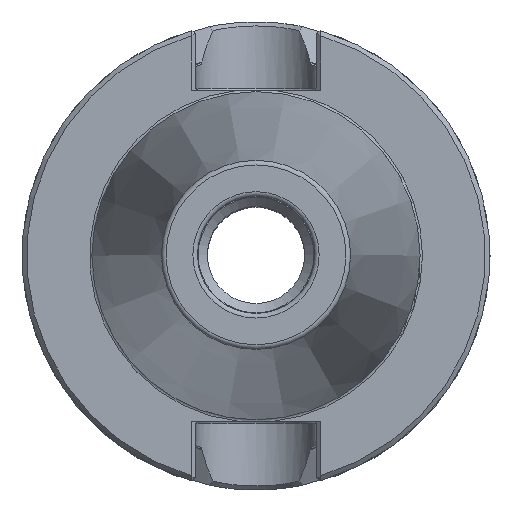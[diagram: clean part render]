
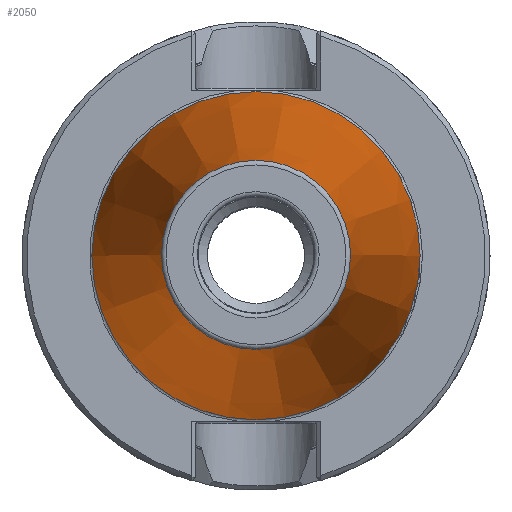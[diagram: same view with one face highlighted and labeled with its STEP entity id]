
A CAD part, top view. The second image highlights one B-rep face of the part: STEP entity #2050.
In plain terms, the highlighted conical face has half-angle 8.297 degrees and reference radius 20.204 mm.
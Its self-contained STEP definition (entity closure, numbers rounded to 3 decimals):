
#232=CONICAL_SURFACE('',#2199,20.204,0.145);
#527=ORIENTED_EDGE('',*,*,#606,.T.);
#528=ORIENTED_EDGE('',*,*,#747,.F.);
#606=EDGE_CURVE('',#786,#786,#918,.T.);
#747=EDGE_CURVE('',#879,#879,#957,.T.);
#786=VERTEX_POINT('',#2694);
#879=VERTEX_POINT('',#3213);
#918=CIRCLE('',#2100,35.065);
#957=CIRCLE('',#2198,20.204);
#1063=EDGE_LOOP('',(#527));
#1064=EDGE_LOOP('',(#528));
#1209=FACE_BOUND('',#1063,.T.);
#1210=FACE_BOUND('',#1064,.T.);
#2050=ADVANCED_FACE('',(#1209,#1210),#232,.T.);
#2100=AXIS2_PLACEMENT_3D('',#2693,#2284,#2285);
#2198=AXIS2_PLACEMENT_3D('',#3212,#2536,#2537);
#2199=AXIS2_PLACEMENT_3D('',#3214,#2538,#2539);
#2284=DIRECTION('',(0.,0.,1.));
#2285=DIRECTION('',(1.,0.,0.));
#2536=DIRECTION('',(0.,0.,1.));
#2537=DIRECTION('',(1.,0.,0.));
#2538=DIRECTION('',(0.,0.,-1.));
#2539=DIRECTION('',(-1.,0.,0.));
#2693=CARTESIAN_POINT('',(0.,0.,-0.963));
#2694=CARTESIAN_POINT('',(35.065,0.,-0.963));
#3212=CARTESIAN_POINT('',(0.,0.,100.944));
#3213=CARTESIAN_POINT('',(20.204,0.,100.944));
#3214=CARTESIAN_POINT('',(0.,0.,100.944));
